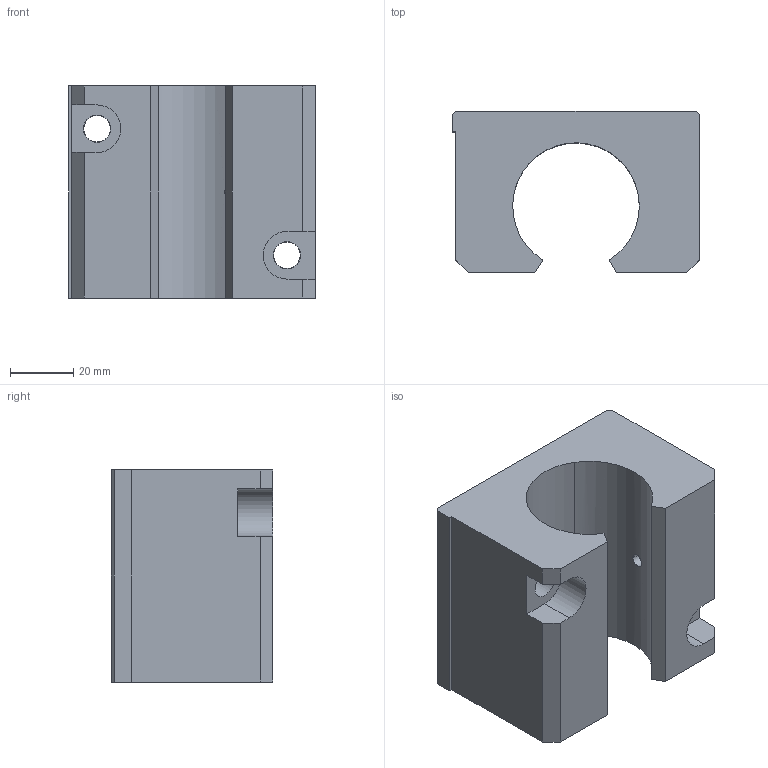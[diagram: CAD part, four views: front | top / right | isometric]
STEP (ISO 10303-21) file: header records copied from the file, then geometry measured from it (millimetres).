
FILE_DESCRIPTION( ( '' ), '1' );
FILE_NAME( 'ag_op_25_2_03.stp', '2008-04-10T05:14:43', ( '' ), ( '' ), ' ', ' ', ' ' );
FILE_SCHEMA( ( 'CONFIG_CONTROL_DESIGN' ) );
Length unit declared in the file: millimetre
Products named in the file (1): 1
Bounding box: 78 x 51 x 67 mm (x, y, z)
Volume: 164236.1 mm3; surface area: 31265.9 mm2
Topology: 1 solids, 1 shells, 55 faces, 142 edges, 92 vertices
Faces by surface type: plane 27, cylinder 20, cone 8
Entity records: 1854 total; most frequent: CARTESIAN_POINT 420, DIRECTION 292, ORIENTED_EDGE 284, EDGE_CURVE 142, AXIS2_PLACEMENT_3D 100, VERTEX_POINT 92, LINE 92, VECTOR 92
